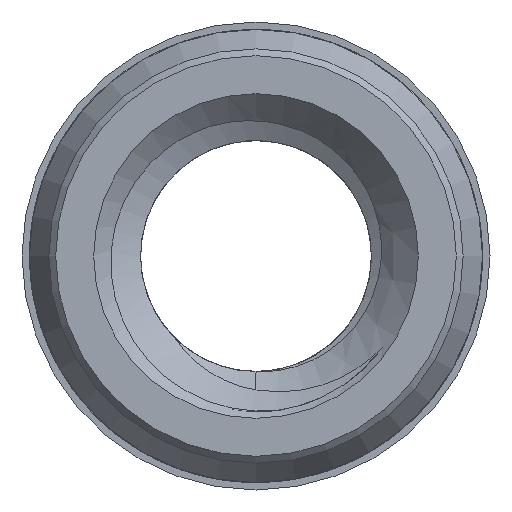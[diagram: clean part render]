
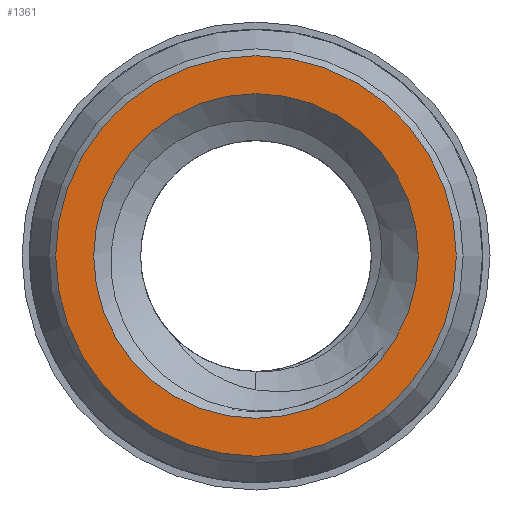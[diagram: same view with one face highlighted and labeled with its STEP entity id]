
A CAD part, front view. The second image highlights one B-rep face of the part: STEP entity #1361.
In plain terms, the highlighted planar face has unit normal (0, -1, 0).
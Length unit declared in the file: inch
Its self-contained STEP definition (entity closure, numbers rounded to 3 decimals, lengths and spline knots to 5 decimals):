
#639 = EDGE_LOOP ( 'NONE', ( #5106 ) ) ;
#1056 = CARTESIAN_POINT ( 'NONE',  ( 0., -0.5, 0. ) ) ;
#1361 = ADVANCED_FACE ( 'NONE', ( #1805, #11498 ), #4967, .F. ) ;
#1508 = AXIS2_PLACEMENT_3D ( 'NONE', #8085, #2291, #4177 ) ;
#1699 = VERTEX_POINT ( 'NONE', #12384 ) ;
#1805 = FACE_BOUND ( 'NONE', #11095, .T. ) ;
#2197 = CIRCLE ( 'NONE', #4110, 0.1605 ) ;
#2291 = DIRECTION ( 'NONE',  ( 0., 1., 0. ) ) ;
#2815 = AXIS2_PLACEMENT_3D ( 'NONE', #11650, #5946, #7865 ) ;
#4110 = AXIS2_PLACEMENT_3D ( 'NONE', #1056, #6543, #4520 ) ;
#4177 = DIRECTION ( 'NONE',  ( 0., 0., 1. ) ) ;
#4520 = DIRECTION ( 'NONE',  ( 0., 0., 1. ) ) ;
#4967 = PLANE ( 'NONE',  #2815 ) ;
#5106 = ORIENTED_EDGE ( 'NONE', *, *, #8865, .F. ) ;
#5946 = DIRECTION ( 'NONE',  ( 0., 1., 0. ) ) ;
#6543 = DIRECTION ( 'NONE',  ( 0., 1., 0. ) ) ;
#6728 = EDGE_CURVE ( 'NONE', #10044, #10044, #10388, .T. ) ;
#7865 = DIRECTION ( 'NONE',  ( 0., 0., 1. ) ) ;
#8085 = CARTESIAN_POINT ( 'NONE',  ( 0., -0.5, 0. ) ) ;
#8865 = EDGE_CURVE ( 'NONE', #1699, #1699, #2197, .T. ) ;
#9577 = CARTESIAN_POINT ( 'NONE',  ( 0., -0.5, 0.13002 ) ) ;
#10044 = VERTEX_POINT ( 'NONE', #9577 ) ;
#10388 = CIRCLE ( 'NONE', #1508, 0.13002 ) ;
#11095 = EDGE_LOOP ( 'NONE', ( #12297 ) ) ;
#11498 = FACE_OUTER_BOUND ( 'NONE', #639, .T. ) ;
#11650 = CARTESIAN_POINT ( 'NONE',  ( 0., -0.5, 0. ) ) ;
#12297 = ORIENTED_EDGE ( 'NONE', *, *, #6728, .T. ) ;
#12384 = CARTESIAN_POINT ( 'NONE',  ( 0., -0.5, 0.1605 ) ) ;
